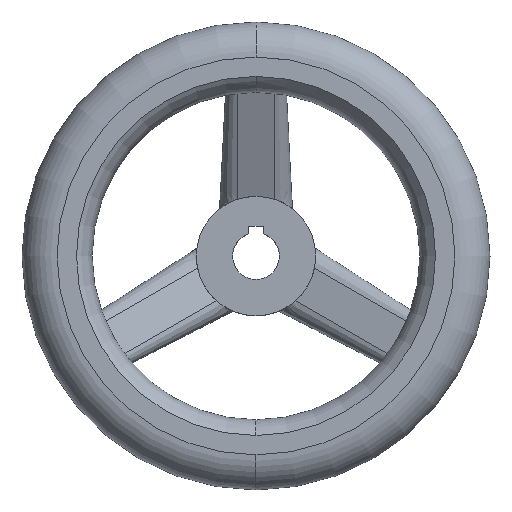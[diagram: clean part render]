
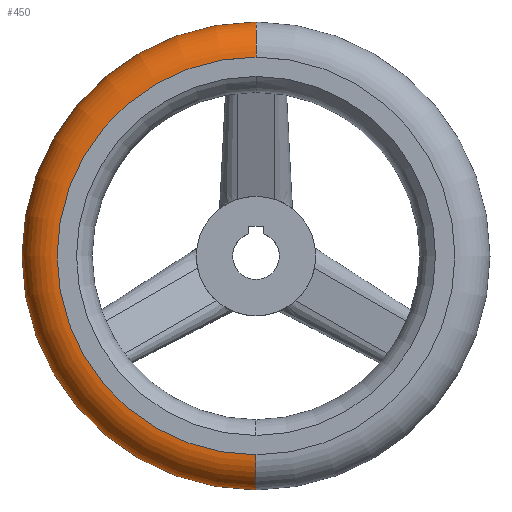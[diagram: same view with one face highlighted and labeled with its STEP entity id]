
A CAD part, top view. The second image highlights one B-rep face of the part: STEP entity #450.
In plain terms, the highlighted toroidal (fillet/blend) face has major radius 42.5 mm and minor radius 7.5 mm.
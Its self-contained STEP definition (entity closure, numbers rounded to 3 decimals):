
#218=EDGE_CURVE('',#280,#310,#622,.T.);
#246=VERTEX_POINT('',#653);
#250=EDGE_CURVE('',#246,#310,#657,.T.);
#280=VERTEX_POINT('',#689);
#298=EDGE_CURVE('',#280,#440,#710,.T.);
#310=VERTEX_POINT('',#724);
#440=VERTEX_POINT('',#865);
#450=ADVANCED_FACE('',(#876),#877,.T.);
#578=EDGE_CURVE('',#246,#440,#1021,.T.);
#622=CIRCLE('',#1059,7.5);
#653=CARTESIAN_POINT('',(0.,50.0,25.5));
#657=CIRCLE('',#1140,50.0);
#689=CARTESIAN_POINT('',(0.,-42.5,33.0));
#710=CIRCLE('',#1283,42.5);
#724=CARTESIAN_POINT('',(0.,-50.0,25.5));
#865=CARTESIAN_POINT('',(0.,42.5,33.0));
#876=FACE_OUTER_BOUND('',#1549,.T.);
#877=TOROIDAL_SURFACE('',#1550,42.5,7.5);
#1021=CIRCLE('',#1843,7.5);
#1059=AXIS2_PLACEMENT_3D('',#1913,#1914,#1915);
#1140=AXIS2_PLACEMENT_3D('',#1957,#1958,#1959);
#1283=AXIS2_PLACEMENT_3D('',#2012,#2013,#2014);
#1549=EDGE_LOOP('',(#2196,#2197,#2198,#2199));
#1550=AXIS2_PLACEMENT_3D('',#2200,#2201,#2202);
#1843=AXIS2_PLACEMENT_3D('',#2364,#2365,#2366);
#1913=CARTESIAN_POINT('',(0.,-42.5,25.5));
#1914=DIRECTION('',(1.0,0.,0.));
#1915=DIRECTION('',(0.,-1.0,0.));
#1957=CARTESIAN_POINT('',(0.,0.,25.5));
#1958=DIRECTION('',(0.,0.,1.0));
#1959=DIRECTION('',(1.0,0.0,0.));
#2012=CARTESIAN_POINT('',(0.,0.,33.0));
#2013=DIRECTION('',(0.,0.,-1.0));
#2014=DIRECTION('',(0.,1.0,0.));
#2196=ORIENTED_EDGE('',*,*,#250,.T.);
#2197=ORIENTED_EDGE('',*,*,#218,.F.);
#2198=ORIENTED_EDGE('',*,*,#298,.T.);
#2199=ORIENTED_EDGE('',*,*,#578,.F.);
#2200=CARTESIAN_POINT('',(0.,0.,25.5));
#2201=DIRECTION('',(0.,0.,1.0));
#2202=DIRECTION('',(0.,1.0,0.0));
#2364=CARTESIAN_POINT('',(0.,42.5,25.5));
#2365=DIRECTION('',(1.0,0.,0.));
#2366=DIRECTION('',(0.,1.0,0.));
